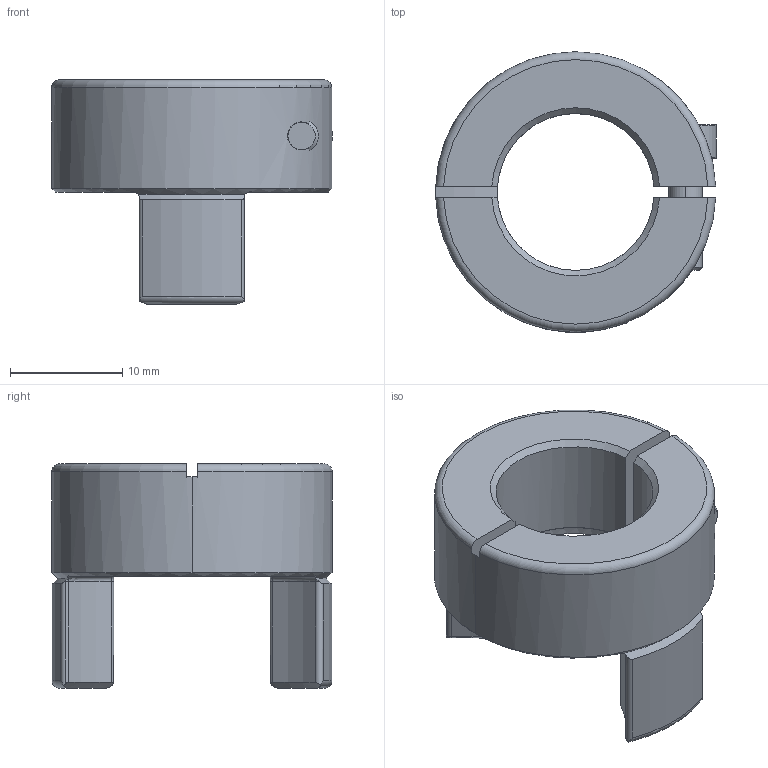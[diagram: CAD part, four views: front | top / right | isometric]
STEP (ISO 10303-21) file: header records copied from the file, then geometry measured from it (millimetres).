
FILE_DESCRIPTION (( 'STEP AP203' ), '1' );
FILE_NAME ('SJC-25C-14.step', '2021-04-15T12:38:01', ( '' ), ( '' ), 'SwSTEP 2.0', 'SolidWorks 2021', '' );
FILE_SCHEMA (( 'CONFIG_CONTROL_DESIGN' ));
Length unit declared in the file: millimetre
Products named in the file (1): SJC-25C-14
Bounding box: 25.05 x 25 x 20 mm (x, y, z)
Volume: 3874.2 mm3; surface area: 2742.6 mm2
Topology: 2 solids, 2 shells, 106 faces, 268 edges, 167 vertices
Faces by surface type: cylinder 38, plane 27, cone 17, torus 16, bspline 8
Entity records: 4328 total; most frequent: CARTESIAN_POINT 1801, ORIENTED_EDGE 532, DIRECTION 493, EDGE_CURVE 266, AXIS2_PLACEMENT_3D 203, VERTEX_POINT 167, EDGE_LOOP 113, ADVANCED_FACE 106
